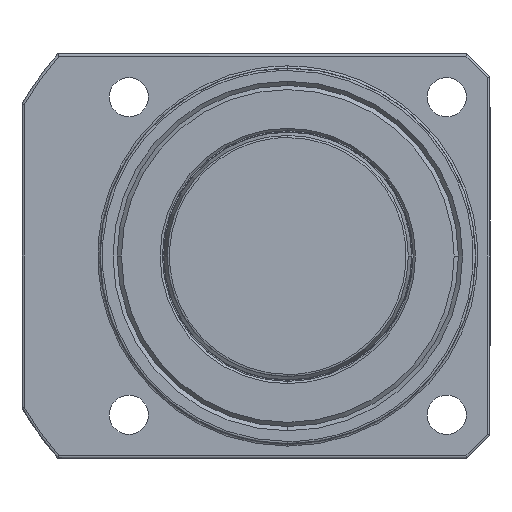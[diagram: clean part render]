
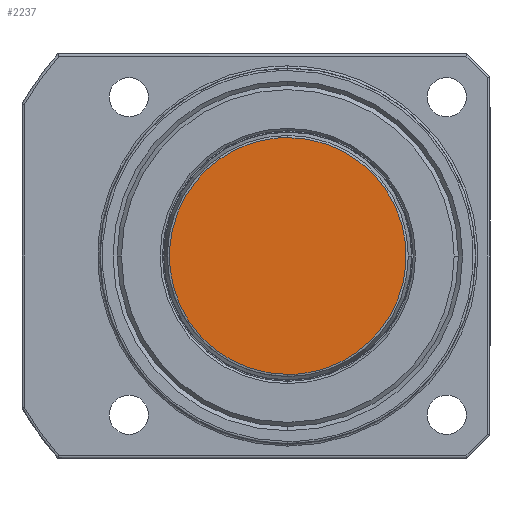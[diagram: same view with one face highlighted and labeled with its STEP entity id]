
A CAD part, front view. The second image highlights one B-rep face of the part: STEP entity #2237.
In plain terms, the highlighted planar face has unit normal (0, -1, 0).
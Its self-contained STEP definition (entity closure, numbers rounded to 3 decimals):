
#541 = AXIS2_PLACEMENT_3D ( 'NONE', #3992, #3981, #3979 ) ;
#744 = ORIENTED_EDGE ( 'NONE', *, *, #1910, .F. ) ;
#745 = ORIENTED_EDGE ( 'NONE', *, *, #1233, .F. ) ;
#869 = VERTEX_POINT ( 'NONE', #3508 ) ;
#892 = VERTEX_POINT ( 'NONE', #3439 ) ;
#1233 = EDGE_CURVE ( 'NONE', #869, #892, #3335, .T. ) ;
#1314 =( BOUNDED_CURVE ( )  B_SPLINE_CURVE ( 3, ( #4335, #4334, #4328, #4327 ),
 .UNSPECIFIED., .F., .F. ) 
 B_SPLINE_CURVE_WITH_KNOTS ( ( 4, 4 ),
 ( 0., 1. ),
 .UNSPECIFIED. ) 
 CURVE ( )  GEOMETRIC_REPRESENTATION_ITEM ( )  RATIONAL_B_SPLINE_CURVE ( ( 1., 0.333, 0.333, 1. ) ) 
 REPRESENTATION_ITEM ( '' )  );
#1910 = EDGE_CURVE ( 'NONE', #892, #869, #1314, .T. ) ;
#2237 = ADVANCED_FACE ( 'N', ( #2644 ), #3987, .F. ) ;
#2644 = FACE_OUTER_BOUND ( 'NONE', #3292, .T. ) ;
#3292 = EDGE_LOOP ( 'NONE', ( #744, #745 ) ) ;
#3335 =( BOUNDED_CURVE ( )  B_SPLINE_CURVE ( 3, ( #3471, #3478, #3460, #3459 ),
 .UNSPECIFIED., .F., .T. ) 
 B_SPLINE_CURVE_WITH_KNOTS ( ( 4, 4 ),
 ( 0., 1. ),
 .UNSPECIFIED. ) 
 CURVE ( )  GEOMETRIC_REPRESENTATION_ITEM ( )  RATIONAL_B_SPLINE_CURVE ( ( 1., 0.333, 0.333, 1. ) ) 
 REPRESENTATION_ITEM ( '' )  );
#3439 = CARTESIAN_POINT ( 'NONE',  ( 0., 0., 20.492 ) ) ;
#3459 = CARTESIAN_POINT ( 'NONE',  ( 0., 0., 20.492 ) ) ;
#3460 = CARTESIAN_POINT ( 'NONE',  ( -40.984, 0., 20.492 ) ) ;
#3471 = CARTESIAN_POINT ( 'NONE',  ( 0., 0., -20.492 ) ) ;
#3478 = CARTESIAN_POINT ( 'NONE',  ( -40.984, 0., -20.492 ) ) ;
#3508 = CARTESIAN_POINT ( 'NONE',  ( 0., 0., -20.492 ) ) ;
#3979 = DIRECTION ( 'NONE',  ( 0., 0., 1. ) ) ;
#3981 = DIRECTION ( 'NONE',  ( 0., 1., 0. ) ) ;
#3987 = PLANE ( 'NONE',  #541 ) ;
#3992 = CARTESIAN_POINT ( 'NONE',  ( 20.772, 0., 0. ) ) ;
#4327 = CARTESIAN_POINT ( 'NONE',  ( 0., 0., -20.492 ) ) ;
#4328 = CARTESIAN_POINT ( 'NONE',  ( 40.984, 0., -20.492 ) ) ;
#4334 = CARTESIAN_POINT ( 'NONE',  ( 40.984, 0., 20.492 ) ) ;
#4335 = CARTESIAN_POINT ( 'NONE',  ( 0., 0., 20.492 ) ) ;
